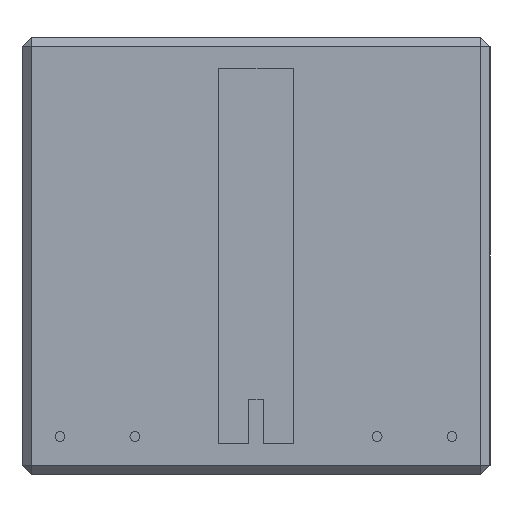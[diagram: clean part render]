
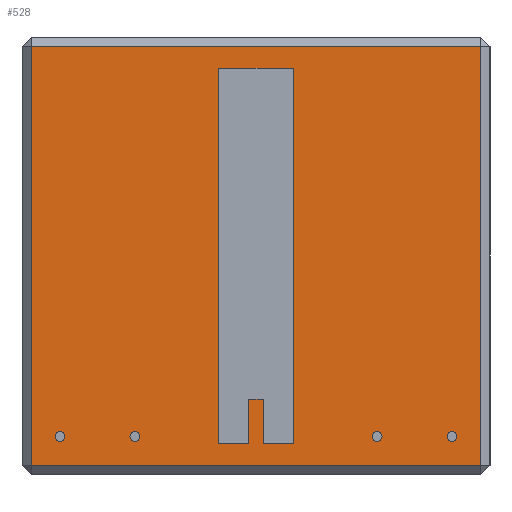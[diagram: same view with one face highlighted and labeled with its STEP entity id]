
A CAD part, left-side view. The second image highlights one B-rep face of the part: STEP entity #528.
In plain terms, the highlighted planar face has unit normal (-1, 0, 0).
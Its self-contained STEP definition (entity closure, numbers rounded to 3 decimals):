
#363=AXIS2_PLACEMENT_3D('Plane Axis2P3D',#360,#361,#362) ;
#458=AXIS2_PLACEMENT_3D('Circle Axis2P3D',#456,#457,$) ;
#467=AXIS2_PLACEMENT_3D('Circle Axis2P3D',#465,#466,$) ;
#476=AXIS2_PLACEMENT_3D('Circle Axis2P3D',#474,#475,$) ;
#485=AXIS2_PLACEMENT_3D('Circle Axis2P3D',#483,#484,$) ;
#494=AXIS2_PLACEMENT_3D('Circle Axis2P3D',#492,#493,$) ;
#503=AXIS2_PLACEMENT_3D('Circle Axis2P3D',#501,#502,$) ;
#512=AXIS2_PLACEMENT_3D('Circle Axis2P3D',#510,#511,$) ;
#521=AXIS2_PLACEMENT_3D('Circle Axis2P3D',#519,#520,$) ;
#224=CARTESIAN_POINT('Vertex',(-31812.,8025.,16398.)) ;
#227=CARTESIAN_POINT('Line Origine',(-31812.,0.,16398.)) ;
#231=CARTESIAN_POINT('Vertex',(-31812.,-8025.,16398.)) ;
#360=CARTESIAN_POINT('Axis2P3D Location',(-31812.,-8362.,8923.)) ;
#365=CARTESIAN_POINT('Line Origine',(-31812.,0.,1448.)) ;
#369=CARTESIAN_POINT('Vertex',(-31812.,8025.,1448.)) ;
#371=CARTESIAN_POINT('Vertex',(-31812.,-8025.,1448.)) ;
#374=CARTESIAN_POINT('Line Origine',(-31812.,-8025.,8923.)) ;
#379=CARTESIAN_POINT('Line Origine',(-31812.,8025.,8923.)) ;
#390=CARTESIAN_POINT('Line Origine',(-31812.,0.,15637.)) ;
#394=CARTESIAN_POINT('Vertex',(-31812.,-1340.,15637.)) ;
#396=CARTESIAN_POINT('Vertex',(-31812.,1340.,15637.)) ;
#399=CARTESIAN_POINT('Line Origine',(-31812.,-1340.,8923.)) ;
#403=CARTESIAN_POINT('Vertex',(-31812.,-1340.,2209.)) ;
#406=CARTESIAN_POINT('Line Origine',(-31812.,-800.,2209.)) ;
#410=CARTESIAN_POINT('Vertex',(-31812.,-260.,2209.)) ;
#413=CARTESIAN_POINT('Line Origine',(-31812.,-260.,3009.)) ;
#417=CARTESIAN_POINT('Vertex',(-31812.,-260.,3809.)) ;
#420=CARTESIAN_POINT('Line Origine',(-31812.,0.,3809.)) ;
#424=CARTESIAN_POINT('Vertex',(-31812.,260.,3809.)) ;
#427=CARTESIAN_POINT('Line Origine',(-31812.,260.,3009.)) ;
#431=CARTESIAN_POINT('Vertex',(-31812.,260.,2209.)) ;
#434=CARTESIAN_POINT('Line Origine',(-31812.,800.,2209.)) ;
#438=CARTESIAN_POINT('Vertex',(-31812.,1340.,2209.)) ;
#441=CARTESIAN_POINT('Line Origine',(-31812.,1340.,8923.)) ;
#456=CARTESIAN_POINT('Axis2P3D Location',(-31812.,7001.,2473.)) ;
#460=CARTESIAN_POINT('Vertex',(-31812.,7176.,2473.)) ;
#462=CARTESIAN_POINT('Vertex',(-31812.,6826.,2473.)) ;
#465=CARTESIAN_POINT('Axis2P3D Location',(-31812.,7001.,2473.)) ;
#474=CARTESIAN_POINT('Axis2P3D Location',(-31812.,4329.,2473.)) ;
#478=CARTESIAN_POINT('Vertex',(-31812.,4504.,2473.)) ;
#480=CARTESIAN_POINT('Vertex',(-31812.,4154.,2473.)) ;
#483=CARTESIAN_POINT('Axis2P3D Location',(-31812.,4329.,2473.)) ;
#492=CARTESIAN_POINT('Axis2P3D Location',(-31812.,-4329.,2473.)) ;
#496=CARTESIAN_POINT('Vertex',(-31812.,-4154.,2473.)) ;
#498=CARTESIAN_POINT('Vertex',(-31812.,-4504.,2473.)) ;
#501=CARTESIAN_POINT('Axis2P3D Location',(-31812.,-4329.,2473.)) ;
#510=CARTESIAN_POINT('Axis2P3D Location',(-31812.,-7001.,2473.)) ;
#514=CARTESIAN_POINT('Vertex',(-31812.,-6826.,2473.)) ;
#516=CARTESIAN_POINT('Vertex',(-31812.,-7176.,2473.)) ;
#519=CARTESIAN_POINT('Axis2P3D Location',(-31812.,-7001.,2473.)) ;
#228=DIRECTION('Vector Direction',(0.,1.,0.)) ;
#361=DIRECTION('Axis2P3D Direction',(1.,0.,0.)) ;
#362=DIRECTION('Axis2P3D XDirection',(0.,1.,0.)) ;
#366=DIRECTION('Vector Direction',(0.,1.,0.)) ;
#375=DIRECTION('Vector Direction',(0.,0.,1.)) ;
#380=DIRECTION('Vector Direction',(0.,0.,1.)) ;
#391=DIRECTION('Vector Direction',(0.,1.,0.)) ;
#400=DIRECTION('Vector Direction',(0.,0.,1.)) ;
#407=DIRECTION('Vector Direction',(0.,-1.,0.)) ;
#414=DIRECTION('Vector Direction',(0.,0.,-1.)) ;
#421=DIRECTION('Vector Direction',(0.,-1.,0.)) ;
#428=DIRECTION('Vector Direction',(0.,0.,-1.)) ;
#435=DIRECTION('Vector Direction',(0.,-1.,0.)) ;
#442=DIRECTION('Vector Direction',(0.,0.,-1.)) ;
#457=DIRECTION('Axis2P3D Direction',(1.,0.,0.)) ;
#466=DIRECTION('Axis2P3D Direction',(1.,0.,0.)) ;
#475=DIRECTION('Axis2P3D Direction',(1.,0.,0.)) ;
#484=DIRECTION('Axis2P3D Direction',(1.,0.,0.)) ;
#493=DIRECTION('Axis2P3D Direction',(1.,0.,0.)) ;
#502=DIRECTION('Axis2P3D Direction',(1.,0.,0.)) ;
#511=DIRECTION('Axis2P3D Direction',(1.,0.,0.)) ;
#520=DIRECTION('Axis2P3D Direction',(1.,0.,0.)) ;
#229=VECTOR('Line Direction',#228,1.) ;
#367=VECTOR('Line Direction',#366,1.) ;
#376=VECTOR('Line Direction',#375,1.) ;
#381=VECTOR('Line Direction',#380,1.) ;
#392=VECTOR('Line Direction',#391,1.) ;
#401=VECTOR('Line Direction',#400,1.) ;
#408=VECTOR('Line Direction',#407,1.) ;
#415=VECTOR('Line Direction',#414,1.) ;
#422=VECTOR('Line Direction',#421,1.) ;
#429=VECTOR('Line Direction',#428,1.) ;
#436=VECTOR('Line Direction',#435,1.) ;
#443=VECTOR('Line Direction',#442,1.) ;
#385=ORIENTED_EDGE('',*,*,#373,.T.) ;
#386=ORIENTED_EDGE('',*,*,#378,.T.) ;
#387=ORIENTED_EDGE('',*,*,#233,.F.) ;
#388=ORIENTED_EDGE('',*,*,#383,.F.) ;
#447=ORIENTED_EDGE('',*,*,#398,.F.) ;
#448=ORIENTED_EDGE('',*,*,#405,.F.) ;
#449=ORIENTED_EDGE('',*,*,#412,.F.) ;
#450=ORIENTED_EDGE('',*,*,#419,.F.) ;
#451=ORIENTED_EDGE('',*,*,#426,.F.) ;
#452=ORIENTED_EDGE('',*,*,#433,.F.) ;
#453=ORIENTED_EDGE('',*,*,#440,.F.) ;
#454=ORIENTED_EDGE('',*,*,#445,.F.) ;
#471=ORIENTED_EDGE('',*,*,#464,.F.) ;
#472=ORIENTED_EDGE('',*,*,#469,.F.) ;
#489=ORIENTED_EDGE('',*,*,#482,.F.) ;
#490=ORIENTED_EDGE('',*,*,#487,.F.) ;
#507=ORIENTED_EDGE('',*,*,#500,.F.) ;
#508=ORIENTED_EDGE('',*,*,#505,.F.) ;
#525=ORIENTED_EDGE('',*,*,#518,.F.) ;
#526=ORIENTED_EDGE('',*,*,#523,.F.) ;
#455=FACE_BOUND('',#446,.T.) ;
#473=FACE_BOUND('',#470,.T.) ;
#491=FACE_BOUND('',#488,.T.) ;
#509=FACE_BOUND('',#506,.T.) ;
#527=FACE_BOUND('',#524,.T.) ;
#528=ADVANCED_FACE('SS plate 10mm',(#389,#455,#473,#491,#509,#527),#364,.F.) ;
#459=CIRCLE('generated circle',#458,175.) ;
#468=CIRCLE('generated circle',#467,175.) ;
#477=CIRCLE('generated circle',#476,175.) ;
#486=CIRCLE('generated circle',#485,175.) ;
#495=CIRCLE('generated circle',#494,175.) ;
#504=CIRCLE('generated circle',#503,175.) ;
#513=CIRCLE('generated circle',#512,175.) ;
#522=CIRCLE('generated circle',#521,175.) ;
#233=EDGE_CURVE('',#225,#232,#230,.F.) ;
#373=EDGE_CURVE('',#370,#372,#368,.F.) ;
#378=EDGE_CURVE('',#372,#232,#377,.T.) ;
#383=EDGE_CURVE('',#370,#225,#382,.T.) ;
#398=EDGE_CURVE('',#395,#397,#393,.T.) ;
#405=EDGE_CURVE('',#404,#395,#402,.T.) ;
#412=EDGE_CURVE('',#411,#404,#409,.T.) ;
#419=EDGE_CURVE('',#418,#411,#416,.T.) ;
#426=EDGE_CURVE('',#425,#418,#423,.T.) ;
#433=EDGE_CURVE('',#432,#425,#430,.F.) ;
#440=EDGE_CURVE('',#439,#432,#437,.T.) ;
#445=EDGE_CURVE('',#397,#439,#444,.T.) ;
#464=EDGE_CURVE('',#461,#463,#459,.F.) ;
#469=EDGE_CURVE('',#463,#461,#468,.F.) ;
#482=EDGE_CURVE('',#479,#481,#477,.F.) ;
#487=EDGE_CURVE('',#481,#479,#486,.F.) ;
#500=EDGE_CURVE('',#497,#499,#495,.F.) ;
#505=EDGE_CURVE('',#499,#497,#504,.F.) ;
#518=EDGE_CURVE('',#515,#517,#513,.F.) ;
#523=EDGE_CURVE('',#517,#515,#522,.F.) ;
#384=EDGE_LOOP('',(#385,#386,#387,#388)) ;
#446=EDGE_LOOP('',(#447,#448,#449,#450,#451,#452,#453,#454)) ;
#470=EDGE_LOOP('',(#471,#472)) ;
#488=EDGE_LOOP('',(#489,#490)) ;
#506=EDGE_LOOP('',(#507,#508)) ;
#524=EDGE_LOOP('',(#525,#526)) ;
#389=FACE_OUTER_BOUND('',#384,.T.) ;
#230=LINE('Line',#227,#229) ;
#368=LINE('Line',#365,#367) ;
#377=LINE('Line',#374,#376) ;
#382=LINE('Line',#379,#381) ;
#393=LINE('Line',#390,#392) ;
#402=LINE('Line',#399,#401) ;
#409=LINE('Line',#406,#408) ;
#416=LINE('Line',#413,#415) ;
#423=LINE('Line',#420,#422) ;
#430=LINE('Line',#427,#429) ;
#437=LINE('Line',#434,#436) ;
#444=LINE('Line',#441,#443) ;
#364=PLANE('',#363) ;
#225=VERTEX_POINT('',#224) ;
#232=VERTEX_POINT('',#231) ;
#370=VERTEX_POINT('',#369) ;
#372=VERTEX_POINT('',#371) ;
#395=VERTEX_POINT('',#394) ;
#397=VERTEX_POINT('',#396) ;
#404=VERTEX_POINT('',#403) ;
#411=VERTEX_POINT('',#410) ;
#418=VERTEX_POINT('',#417) ;
#425=VERTEX_POINT('',#424) ;
#432=VERTEX_POINT('',#431) ;
#439=VERTEX_POINT('',#438) ;
#461=VERTEX_POINT('',#460) ;
#463=VERTEX_POINT('',#462) ;
#479=VERTEX_POINT('',#478) ;
#481=VERTEX_POINT('',#480) ;
#497=VERTEX_POINT('',#496) ;
#499=VERTEX_POINT('',#498) ;
#515=VERTEX_POINT('',#514) ;
#517=VERTEX_POINT('',#516) ;
